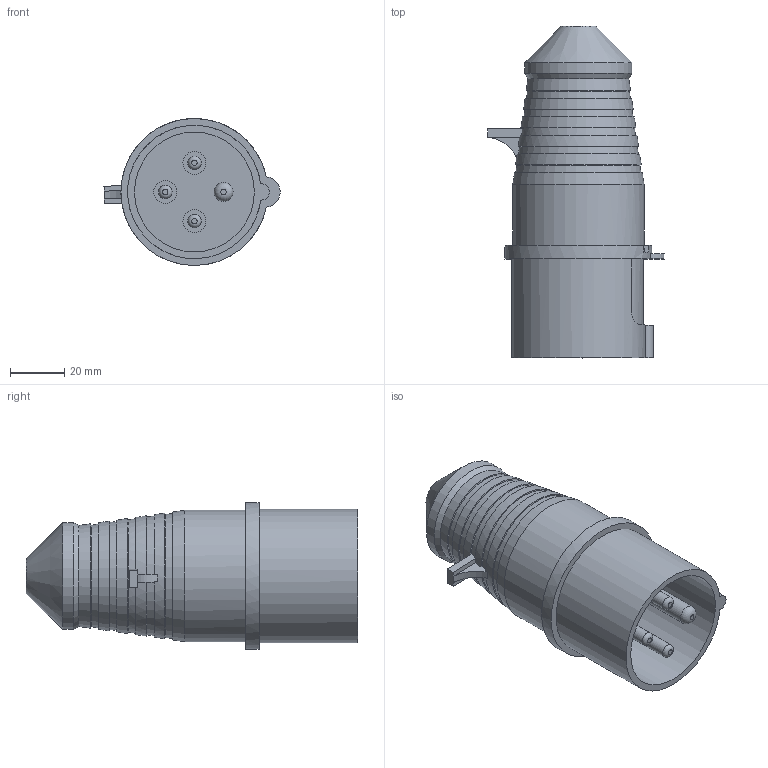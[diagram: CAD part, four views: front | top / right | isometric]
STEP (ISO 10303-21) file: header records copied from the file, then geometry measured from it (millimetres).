
FILE_DESCRIPTION (( 'STEP AP203' ), '1' );
FILE_NAME ('ps-014-16-380.ÃÌ Âèëêà ïåðåíîñíàÿ 014 3Ð+ÐÅ 16À 380Â IP44 EKF.STEP', '2025-10-01T11:16:52', ( '' ), ( '' ), 'SwSTEP 2.0', 'SolidWorks 2021', '' );
FILE_SCHEMA (( 'CONFIG_CONTROL_DESIGN' ));
Length unit declared in the file: millimetre
Products named in the file (3): Êîïèÿ òûëüíàÿ-îáùàÿ-ìàëåíüêàÿ^ps-014-16-380.ÃÌ Âèëêà ïåðåíîñíàÿ 014 3Ð+ÐÅ 16À 380Â IP44 EKF_00; Êîïèÿ ps-014-16-380 âèëêà^ps-014-16-380.ÃÌ Âèëêà ïåðåíîñíàÿ 014 3Ð+ÐÅ 16À 380Â IP44 EKF_00; ps-014-16-380.ÃÌ Âèëêà ïåðåíîñíàÿ 014 3Ð+ÐÅ 16À 380Â IP44 EKF
Assembly tree (2 placements, depth 2):
  ps-014-16-380.ÃÌ Âèëêà ïåðåíîñíàÿ 014 3Ð+ÐÅ 16À 380Â IP44 EKF
    Êîïèÿ ps-014-16-380 âèëêà^ps-014-16-380.ÃÌ Âèëêà ïåðåíîñíàÿ 014 3Ð+ÐÅ 16À 380Â IP44 EKF_00
    Êîïèÿ òûëüíàÿ-îáùàÿ-ìàëåíüêàÿ^ps-014-16-380.ÃÌ Âèëêà ïåðåíîñíàÿ 014 3Ð+ÐÅ 16À 380Â IP44 EKF_00
Bounding box: 64.99 x 122.5 x 54.25 mm (x, y, z)
Volume: 139994.3 mm3; surface area: 34261.5 mm2
Topology: 2 solids, 2 shells, 85 faces, 190 edges, 118 vertices
Faces by surface type: plane 37, cone 24, cylinder 20, torus 4
Full cylindrical faces by diameter (mm): 5 x3, 5.25 x1, 7 x1, 8.5 x3, 39.5 x1, 44.25 x1, 48.5 x1, 49.25 x1, 54.25 x1
Entity records: 2483 total; most frequent: CARTESIAN_POINT 468, DIRECTION 378, ORIENTED_EDGE 292, AXIS2_PLACEMENT_3D 162, EDGE_CURVE 146, EDGE_LOOP 130, VERTEX_POINT 110, FACE_OUTER_BOUND 102
